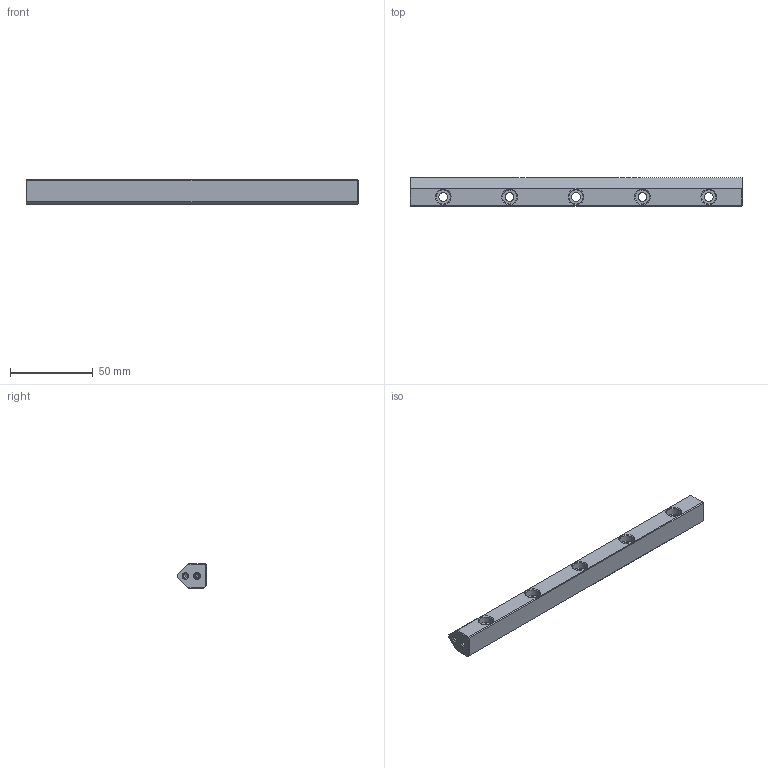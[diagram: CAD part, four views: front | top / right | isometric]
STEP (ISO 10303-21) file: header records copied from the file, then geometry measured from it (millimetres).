
FILE_DESCRIPTION(/* description */ (''),/* implementation_level */ '2;1');
FILE_NAME(/* name */ 'Rail V-3015x200.stp',/* time_stamp */ '2018-11-15T19:22:40+01:00',/* author */ (''),/* organization */ (''),/* preprocessor_version */ 'ST-DEVELOPER v16.7',/* originating_system */ 'SIEMENS PLM Software NX 12.0',/* authorisation */ '');
FILE_SCHEMA (('AUTOMOTIVE_DESIGN { 1 0 10303 214 3 1 1 1 }'));
Length unit declared in the file: millimetre
Products named in the file (1): 008005_A_1-V-3015_15 x 200
Bounding box: 200 x 17 x 15 mm (x, y, z)
Volume: 39644.8 mm3; surface area: 12949.7 mm2
Topology: 1 solids, 1 shells, 53 faces, 129 edges, 83 vertices
Faces by surface type: plane 21, cone 18, cylinder 14
Full cylindrical faces by diameter (mm): 2.5 x4, 5.25 x5, 8.5 x5
Entity records: 1336 total; most frequent: DIRECTION 234, CARTESIAN_POINT 212, ORIENTED_EDGE 168, EDGE_LOOP 100, AXIS2_PLACEMENT_3D 96, FACE_BOUND 92, EDGE_CURVE 84, VERTEX_POINT 74
